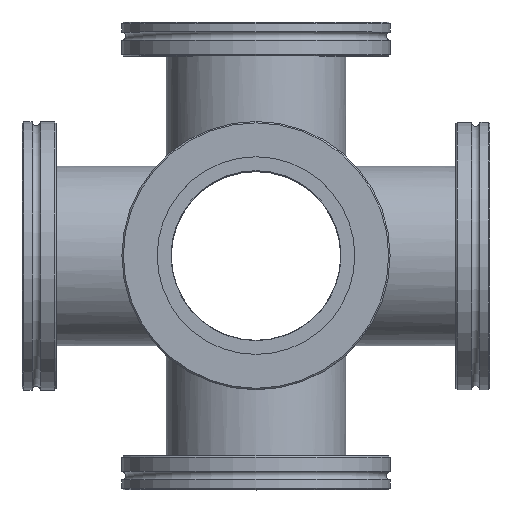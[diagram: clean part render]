
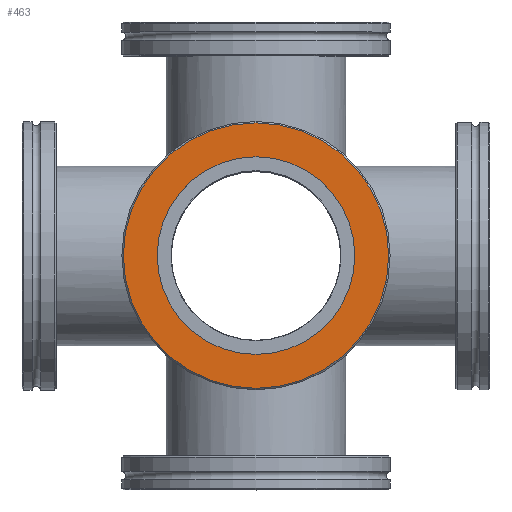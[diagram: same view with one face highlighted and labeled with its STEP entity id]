
A CAD part, top view. The second image highlights one B-rep face of the part: STEP entity #463.
In plain terms, the highlighted face is planar.
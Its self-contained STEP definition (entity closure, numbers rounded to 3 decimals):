
#87=FACE_BOUND('',#131,.T.);
#94=PLANE('',#544);
#106=FACE_OUTER_BOUND('',#130,.T.);
#130=EDGE_LOOP('',(#340));
#131=EDGE_LOOP('',(#341,#342));
#194=CIRCLE('',#543,47.);
#195=CIRCLE('',#545,35.);
#196=CIRCLE('',#546,35.);
#230=VERTEX_POINT('',#816);
#231=VERTEX_POINT('',#820);
#232=VERTEX_POINT('',#821);
#276=EDGE_CURVE('',#230,#230,#194,.T.);
#277=EDGE_CURVE('',#231,#232,#195,.T.);
#278=EDGE_CURVE('',#232,#231,#196,.T.);
#340=ORIENTED_EDGE('',*,*,#276,.F.);
#341=ORIENTED_EDGE('',*,*,#277,.T.);
#342=ORIENTED_EDGE('',*,*,#278,.T.);
#463=ADVANCED_FACE('',(#106,#87),#94,.T.);
#543=AXIS2_PLACEMENT_3D('',#818,#634,#635);
#544=AXIS2_PLACEMENT_3D('',#819,#636,#637);
#545=AXIS2_PLACEMENT_3D('',#822,#638,#639);
#546=AXIS2_PLACEMENT_3D('',#823,#640,#641);
#634=DIRECTION('center_axis',(0.,1.,0.));
#635=DIRECTION('ref_axis',(1.,0.,0.));
#636=DIRECTION('center_axis',(0.,-1.,0.));
#637=DIRECTION('ref_axis',(0.,0.,-1.));
#638=DIRECTION('center_axis',(0.,1.,0.));
#639=DIRECTION('ref_axis',(1.,0.,0.));
#640=DIRECTION('center_axis',(0.,1.,0.));
#641=DIRECTION('ref_axis',(1.,0.,0.));
#816=CARTESIAN_POINT('',(-47.,0.,0.));
#818=CARTESIAN_POINT('Origin',(0.,0.,0.));
#819=CARTESIAN_POINT('Origin',(-47.5,0.,0.));
#820=CARTESIAN_POINT('',(-35.,0.,0.));
#821=CARTESIAN_POINT('',(35.,0.,0.));
#822=CARTESIAN_POINT('Origin',(0.,0.,0.));
#823=CARTESIAN_POINT('Origin',(0.,0.,0.));
